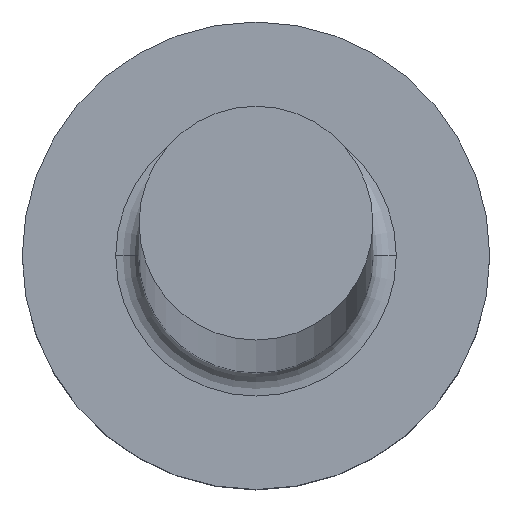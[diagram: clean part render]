
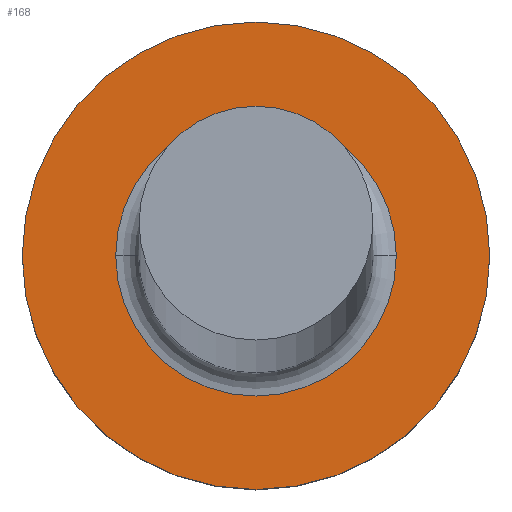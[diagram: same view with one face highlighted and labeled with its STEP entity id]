
A CAD part, top view. The second image highlights one B-rep face of the part: STEP entity #168.
In plain terms, the highlighted planar face has unit normal (0, 0, 1).
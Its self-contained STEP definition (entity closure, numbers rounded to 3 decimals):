
#6 = DIRECTION ( 'NONE',  ( 1., 0., 0. ) ) ;
#12 = EDGE_LOOP ( 'NONE', ( #158, #249 ) ) ;
#31 = FACE_BOUND ( 'NONE', #138, .T. ) ;
#32 = AXIS2_PLACEMENT_3D ( 'NONE', #209, #163, #45 ) ;
#45 = DIRECTION ( 'NONE',  ( 1., 0., 0. ) ) ;
#50 = DIRECTION ( 'NONE',  ( 1., 0., 0. ) ) ;
#63 = AXIS2_PLACEMENT_3D ( 'NONE', #239, #114, #206 ) ;
#79 = EDGE_CURVE ( 'NONE', #258, #203, #107, .T. ) ;
#91 = EDGE_CURVE ( 'NONE', #127, #294, #281, .T. ) ;
#107 = CIRCLE ( 'NONE', #152, 2. ) ;
#109 = EDGE_CURVE ( 'NONE', #294, #127, #153, .T. ) ;
#114 = DIRECTION ( 'NONE',  ( 0., 0., -1. ) ) ;
#122 = CARTESIAN_POINT ( 'NONE',  ( 1.2, 0., 2. ) ) ;
#124 = CARTESIAN_POINT ( 'NONE',  ( 2., 0., 2. ) ) ;
#125 = CIRCLE ( 'NONE', #293, 2. ) ;
#127 = VERTEX_POINT ( 'NONE', #228 ) ;
#138 = EDGE_LOOP ( 'NONE', ( #224, #155 ) ) ;
#142 = DIRECTION ( 'NONE',  ( 0., 0., 1. ) ) ;
#146 = CARTESIAN_POINT ( 'NONE',  ( 0., 0., 2. ) ) ;
#147 = PLANE ( 'NONE',  #164 ) ;
#149 = EDGE_CURVE ( 'NONE', #203, #258, #125, .T. ) ;
#152 = AXIS2_PLACEMENT_3D ( 'NONE', #166, #142, #50 ) ;
#153 = CIRCLE ( 'NONE', #32, 1.2 ) ;
#155 = ORIENTED_EDGE ( 'NONE', *, *, #91, .T. ) ;
#158 = ORIENTED_EDGE ( 'NONE', *, *, #79, .T. ) ;
#163 = DIRECTION ( 'NONE',  ( 0., 0., -1. ) ) ;
#164 = AXIS2_PLACEMENT_3D ( 'NONE', #146, #282, #267 ) ;
#166 = CARTESIAN_POINT ( 'NONE',  ( 0., 0., 2. ) ) ;
#168 = ADVANCED_FACE ( 'NONE', ( #31, #192 ), #147, .T. ) ;
#192 = FACE_OUTER_BOUND ( 'NONE', #12, .T. ) ;
#194 = CARTESIAN_POINT ( 'NONE',  ( -2., 0., 2. ) ) ;
#203 = VERTEX_POINT ( 'NONE', #124 ) ;
#206 = DIRECTION ( 'NONE',  ( 1., 0., 0. ) ) ;
#209 = CARTESIAN_POINT ( 'NONE',  ( 0., 0., 2. ) ) ;
#218 = DIRECTION ( 'NONE',  ( 0., 0., 1. ) ) ;
#224 = ORIENTED_EDGE ( 'NONE', *, *, #109, .T. ) ;
#228 = CARTESIAN_POINT ( 'NONE',  ( -1.2, 0., 2. ) ) ;
#239 = CARTESIAN_POINT ( 'NONE',  ( 0., 0., 2. ) ) ;
#249 = ORIENTED_EDGE ( 'NONE', *, *, #149, .T. ) ;
#258 = VERTEX_POINT ( 'NONE', #194 ) ;
#267 = DIRECTION ( 'NONE',  ( 1., 0., 0. ) ) ;
#276 = CARTESIAN_POINT ( 'NONE',  ( 0., 0., 2. ) ) ;
#281 = CIRCLE ( 'NONE', #63, 1.2 ) ;
#282 = DIRECTION ( 'NONE',  ( 0., 0., 1. ) ) ;
#293 = AXIS2_PLACEMENT_3D ( 'NONE', #276, #218, #6 ) ;
#294 = VERTEX_POINT ( 'NONE', #122 ) ;
